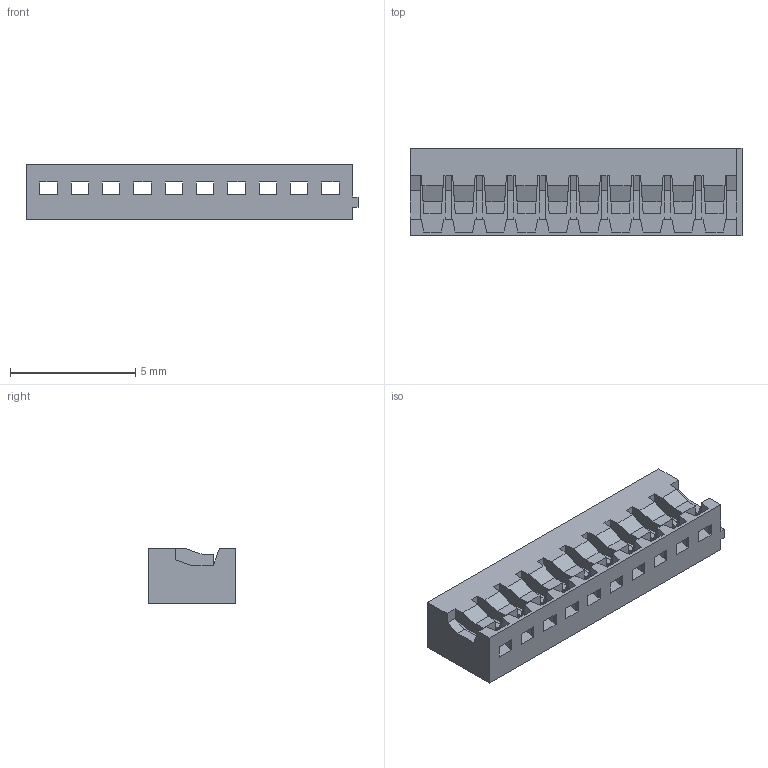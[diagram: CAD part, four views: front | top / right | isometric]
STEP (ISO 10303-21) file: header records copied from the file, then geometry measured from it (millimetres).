
FILE_DESCRIPTION((''),'2;1');
FILE_NAME('510221000','2007-09-26T',('av'),(''),'PRO/ENGINEER BY PARAMETRIC TECHNOLOGY CORPORATION, 2003451','PRO/ENGINEER BY PARAMETRIC TECHNOLOGY CORPORATION, 2003451','');
FILE_SCHEMA(('CONFIG_CONTROL_DESIGN'));
Length unit declared in the file: millimetre
Products named in the file (1): 510221000
Bounding box: 13.25 x 3.5 x 2.2 mm (x, y, z)
Volume: 65.7 mm3; surface area: 298 mm2
Topology: 1 solids, 1 shells, 475 faces, 1366 edges, 880 vertices
Faces by surface type: plane 475
Entity records: 15149 total; most frequent: CARTESIAN_POINT 2689, ORIENTED_EDGE 2678, DIRECTION 2340, VECTOR 1346, LINE 1346, EDGE_CURVE 1339, VERTEX_POINT 846, AXIS2_PLACEMENT_3D 497
